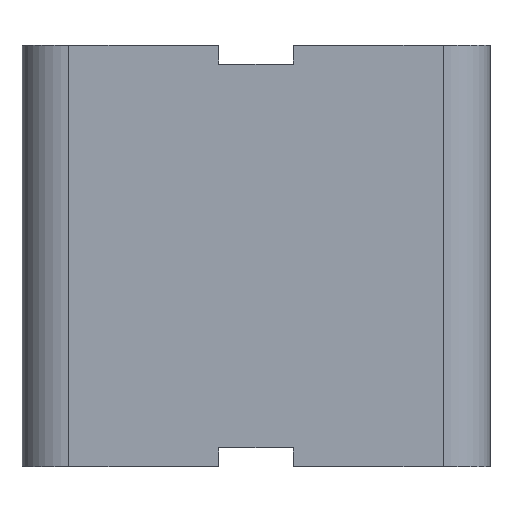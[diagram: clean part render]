
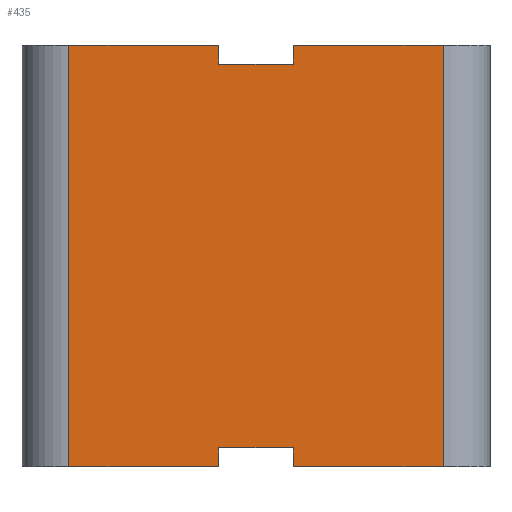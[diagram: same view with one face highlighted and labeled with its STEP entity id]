
A CAD part, front view. The second image highlights one B-rep face of the part: STEP entity #435.
In plain terms, the highlighted planar face has unit normal (0, -1, 0).
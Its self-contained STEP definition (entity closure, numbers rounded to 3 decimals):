
#27=PLANE('',#487);
#41=LINE('',#683,#79);
#44=LINE('',#689,#82);
#48=LINE('',#696,#86);
#51=LINE('',#704,#89);
#54=LINE('',#710,#92);
#58=LINE('',#717,#96);
#59=LINE('',#720,#97);
#66=LINE('',#737,#104);
#67=LINE('',#739,#105);
#68=LINE('',#740,#106);
#69=LINE('',#742,#107);
#70=LINE('',#743,#108);
#79=VECTOR('',#553,10.);
#82=VECTOR('',#558,10.);
#86=VECTOR('',#564,10.);
#89=VECTOR('',#569,10.);
#92=VECTOR('',#574,10.);
#96=VECTOR('',#580,10.);
#97=VECTOR('',#583,10.);
#104=VECTOR('',#598,10.);
#105=VECTOR('',#599,10.);
#106=VECTOR('',#600,10.);
#107=VECTOR('',#601,10.);
#108=VECTOR('',#602,10.);
#129=FACE_OUTER_BOUND('',#154,.T.);
#154=EDGE_LOOP('',(#360,#361,#362,#363,#364,#365,#366,#367,#368,#369,#370,
#371));
#203=VERTEX_POINT('',#680);
#204=VERTEX_POINT('',#682);
#206=VERTEX_POINT('',#688);
#208=VERTEX_POINT('',#694);
#211=VERTEX_POINT('',#701);
#212=VERTEX_POINT('',#703);
#214=VERTEX_POINT('',#709);
#216=VERTEX_POINT('',#715);
#217=VERTEX_POINT('',#719);
#223=VERTEX_POINT('',#736);
#224=VERTEX_POINT('',#738);
#225=VERTEX_POINT('',#741);
#249=EDGE_CURVE('',#204,#203,#41,.T.);
#252=EDGE_CURVE('',#206,#204,#44,.T.);
#256=EDGE_CURVE('',#203,#208,#48,.T.);
#259=EDGE_CURVE('',#212,#211,#51,.T.);
#262=EDGE_CURVE('',#214,#212,#54,.T.);
#266=EDGE_CURVE('',#211,#216,#58,.T.);
#267=EDGE_CURVE('',#206,#217,#59,.T.);
#276=EDGE_CURVE('',#223,#208,#66,.T.);
#277=EDGE_CURVE('',#224,#223,#67,.T.);
#278=EDGE_CURVE('',#224,#214,#68,.T.);
#279=EDGE_CURVE('',#216,#225,#69,.T.);
#280=EDGE_CURVE('',#225,#217,#70,.T.);
#360=ORIENTED_EDGE('',*,*,#252,.T.);
#361=ORIENTED_EDGE('',*,*,#249,.T.);
#362=ORIENTED_EDGE('',*,*,#256,.T.);
#363=ORIENTED_EDGE('',*,*,#276,.F.);
#364=ORIENTED_EDGE('',*,*,#277,.F.);
#365=ORIENTED_EDGE('',*,*,#278,.T.);
#366=ORIENTED_EDGE('',*,*,#262,.T.);
#367=ORIENTED_EDGE('',*,*,#259,.T.);
#368=ORIENTED_EDGE('',*,*,#266,.T.);
#369=ORIENTED_EDGE('',*,*,#279,.T.);
#370=ORIENTED_EDGE('',*,*,#280,.T.);
#371=ORIENTED_EDGE('',*,*,#267,.F.);
#435=ADVANCED_FACE('',(#129),#27,.T.);
#487=AXIS2_PLACEMENT_3D('',#735,#596,#597);
#553=DIRECTION('',(-1.,0.,0.));
#558=DIRECTION('',(0.,0.,-1.));
#564=DIRECTION('',(0.,0.,1.));
#569=DIRECTION('',(1.,0.,0.));
#574=DIRECTION('',(0.,0.,1.));
#580=DIRECTION('',(0.,0.,-1.));
#583=DIRECTION('',(1.,0.,0.));
#596=DIRECTION('center_axis',(0.,-1.,0.));
#597=DIRECTION('ref_axis',(1.,0.,0.));
#598=DIRECTION('',(1.,0.,0.));
#599=DIRECTION('',(0.,0.,1.));
#600=DIRECTION('',(1.,0.,0.));
#601=DIRECTION('',(1.,0.,0.));
#602=DIRECTION('',(0.,0.,1.));
#680=CARTESIAN_POINT('',(16.,-5.,43.));
#682=CARTESIAN_POINT('',(24.,-5.,43.));
#683=CARTESIAN_POINT('',(12.,-5.,43.));
#688=CARTESIAN_POINT('',(24.,-5.,45.));
#689=CARTESIAN_POINT('',(24.,-5.,22.5));
#694=CARTESIAN_POINT('',(16.,-5.,45.));
#696=CARTESIAN_POINT('',(16.,-5.,21.5));
#701=CARTESIAN_POINT('',(24.,-5.,2.));
#703=CARTESIAN_POINT('',(16.,-5.,2.));
#704=CARTESIAN_POINT('',(8.,-5.,2.));
#709=CARTESIAN_POINT('',(16.,-5.,0.));
#710=CARTESIAN_POINT('',(16.,-5.,0.));
#715=CARTESIAN_POINT('',(24.,-5.,0.));
#717=CARTESIAN_POINT('',(24.,-5.,1.));
#719=CARTESIAN_POINT('',(40.,-5.,45.));
#720=CARTESIAN_POINT('',(0.,-5.,45.));
#735=CARTESIAN_POINT('Origin',(0.,-5.,0.));
#736=CARTESIAN_POINT('',(0.,-5.,45.));
#737=CARTESIAN_POINT('',(0.,-5.,45.));
#738=CARTESIAN_POINT('',(0.,-5.,0.));
#739=CARTESIAN_POINT('',(0.,-5.,0.));
#740=CARTESIAN_POINT('',(0.,-5.,0.));
#741=CARTESIAN_POINT('',(40.,-5.,0.));
#742=CARTESIAN_POINT('',(0.,-5.,0.));
#743=CARTESIAN_POINT('',(40.,-5.,0.));
